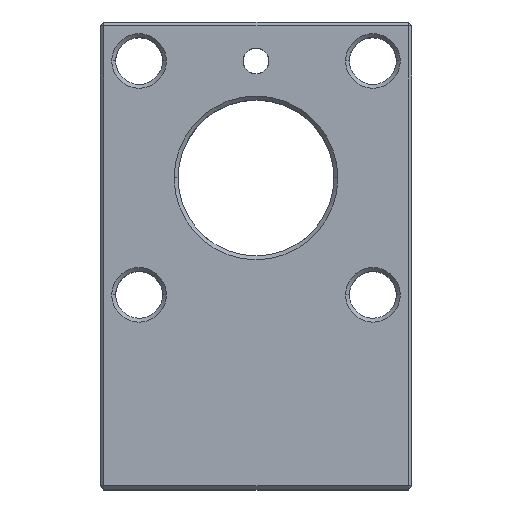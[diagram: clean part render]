
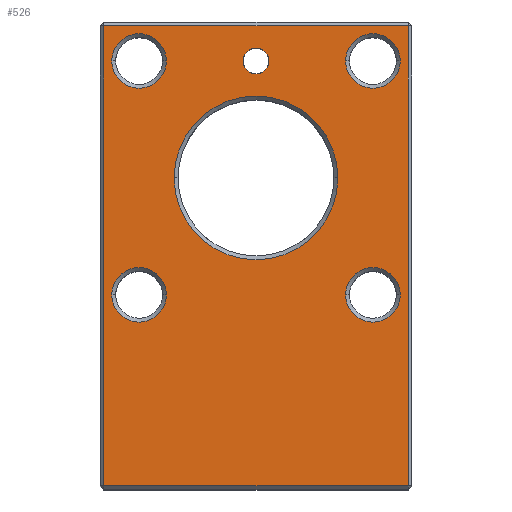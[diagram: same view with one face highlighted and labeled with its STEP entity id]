
A CAD part, top view. The second image highlights one B-rep face of the part: STEP entity #526.
In plain terms, the highlighted planar face has unit normal (0, 0, 1).
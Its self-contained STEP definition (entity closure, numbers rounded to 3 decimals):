
#32 = EDGE_CURVE ( 'NONE', #33, #35, #1052, .T. ) ;
#33 = VERTEX_POINT ( 'NONE', #1059 ) ;
#35 = VERTEX_POINT ( 'NONE', #1049 ) ;
#55 = VERTEX_POINT ( 'NONE', #982 ) ;
#58 = VERTEX_POINT ( 'NONE', #966 ) ;
#110 = VERTEX_POINT ( 'NONE', #1263 ) ;
#111 = VERTEX_POINT ( 'NONE', #1260 ) ;
#113 = EDGE_CURVE ( 'NONE', #117, #125, #1258, .T. ) ;
#117 = VERTEX_POINT ( 'NONE', #1259 ) ;
#125 = VERTEX_POINT ( 'NONE', #1095 ) ;
#129 = VERTEX_POINT ( 'NONE', #1088 ) ;
#162 = EDGE_CURVE ( 'NONE', #129, #111, #1123, .T. ) ;
#189 = EDGE_CURVE ( 'NONE', #194, #110, #1343, .T. ) ;
#190 = EDGE_CURVE ( 'NONE', #55, #58, #1322, .T. ) ;
#194 = VERTEX_POINT ( 'NONE', #1346 ) ;
#216 = VERTEX_POINT ( 'NONE', #1384 ) ;
#217 = EDGE_CURVE ( 'NONE', #229, #216, #1380, .T. ) ;
#229 = VERTEX_POINT ( 'NONE', #1444 ) ;
#377 = EDGE_CURVE ( 'NONE', #216, #229, #2024, .T. ) ;
#378 = ORIENTED_EDGE ( 'NONE', *, *, #217, .F. ) ;
#526 = ADVANCED_FACE ( 'NONE', ( #2050, #2033, #2044, #2032, #2039, #2034, #2075 ), #2038, .F. ) ;
#527 = EDGE_CURVE ( 'NONE', #35, #33, #2066, .T. ) ;
#528 = EDGE_LOOP ( 'NONE', ( #531, #534 ) ) ;
#529 = EDGE_CURVE ( 'NONE', #110, #194, #2068, .T. ) ;
#530 = ORIENTED_EDGE ( 'NONE', *, *, #533, .T. ) ;
#531 = ORIENTED_EDGE ( 'NONE', *, *, #32, .T. ) ;
#532 = VERTEX_POINT ( 'NONE', #2069 ) ;
#533 = EDGE_CURVE ( 'NONE', #58, #55, #2067, .T. ) ;
#534 = ORIENTED_EDGE ( 'NONE', *, *, #527, .T. ) ;
#535 = EDGE_LOOP ( 'NONE', ( #539, #530 ) ) ;
#536 = ORIENTED_EDGE ( 'NONE', *, *, #542, .T. ) ;
#537 = VERTEX_POINT ( 'NONE', #2035 ) ;
#538 = EDGE_CURVE ( 'NONE', #111, #129, #2138, .T. ) ;
#539 = ORIENTED_EDGE ( 'NONE', *, *, #190, .T. ) ;
#540 = EDGE_LOOP ( 'NONE', ( #541, #564 ) ) ;
#541 = ORIENTED_EDGE ( 'NONE', *, *, #189, .T. ) ;
#542 = EDGE_CURVE ( 'NONE', #125, #117, #2052, .T. ) ;
#543 = ORIENTED_EDGE ( 'NONE', *, *, #538, .T. ) ;
#545 = ORIENTED_EDGE ( 'NONE', *, *, #576, .T. ) ;
#546 = EDGE_CURVE ( 'NONE', #537, #568, #2122, .T. ) ;
#547 = EDGE_CURVE ( 'NONE', #568, #569, #2118, .T. ) ;
#548 = EDGE_LOOP ( 'NONE', ( #759, #378 ) ) ;
#563 = EDGE_CURVE ( 'NONE', #569, #532, #2228, .T. ) ;
#564 = ORIENTED_EDGE ( 'NONE', *, *, #529, .T. ) ;
#565 = EDGE_LOOP ( 'NONE', ( #566, #543 ) ) ;
#566 = ORIENTED_EDGE ( 'NONE', *, *, #162, .T. ) ;
#567 = ORIENTED_EDGE ( 'NONE', *, *, #546, .T. ) ;
#568 = VERTEX_POINT ( 'NONE', #2166 ) ;
#569 = VERTEX_POINT ( 'NONE', #2170 ) ;
#570 = EDGE_LOOP ( 'NONE', ( #571, #536 ) ) ;
#571 = ORIENTED_EDGE ( 'NONE', *, *, #113, .T. ) ;
#572 = ORIENTED_EDGE ( 'NONE', *, *, #547, .T. ) ;
#573 = EDGE_LOOP ( 'NONE', ( #574, #545, #567, #572 ) ) ;
#574 = ORIENTED_EDGE ( 'NONE', *, *, #563, .T. ) ;
#576 = EDGE_CURVE ( 'NONE', #532, #537, #2207, .T. ) ;
#759 = ORIENTED_EDGE ( 'NONE', *, *, #377, .F. ) ;
#966 = CARTESIAN_POINT ( 'NONE',  ( 11.5, 25., 10. ) ) ;
#982 = CARTESIAN_POINT ( 'NONE',  ( 18.5, 25., 10. ) ) ;
#1047 = DIRECTION ( 'NONE',  ( -1., 0., 0. ) ) ;
#1048 = DIRECTION ( 'NONE',  ( 0., 0., -1. ) ) ;
#1049 = CARTESIAN_POINT ( 'NONE',  ( -10.5, 40., 10. ) ) ;
#1050 = AXIS2_PLACEMENT_3D ( 'NONE', #1073, #1048, #1047 ) ;
#1052 = CIRCLE ( 'NONE', #1050, 10.5 ) ;
#1059 = CARTESIAN_POINT ( 'NONE',  ( 10.5, 40., 10. ) ) ;
#1073 = CARTESIAN_POINT ( 'NONE',  ( 0., 40., 10. ) ) ;
#1088 = CARTESIAN_POINT ( 'NONE',  ( -11.5, 25., 10. ) ) ;
#1095 = CARTESIAN_POINT ( 'NONE',  ( -18.5, 55., 10. ) ) ;
#1116 = AXIS2_PLACEMENT_3D ( 'NONE', #1126, #1152, #1151 ) ;
#1123 = CIRCLE ( 'NONE', #1116, 3.5 ) ;
#1126 = CARTESIAN_POINT ( 'NONE',  ( -15., 25., 10. ) ) ;
#1151 = DIRECTION ( 'NONE',  ( -1., 0., 0. ) ) ;
#1152 = DIRECTION ( 'NONE',  ( 0., 0., -1. ) ) ;
#1254 = DIRECTION ( 'NONE',  ( -1., 0., 0. ) ) ;
#1255 = DIRECTION ( 'NONE',  ( 0., 0., -1. ) ) ;
#1256 = CARTESIAN_POINT ( 'NONE',  ( -15., 55., 10. ) ) ;
#1257 = AXIS2_PLACEMENT_3D ( 'NONE', #1256, #1255, #1254 ) ;
#1258 = CIRCLE ( 'NONE', #1257, 3.5 ) ;
#1259 = CARTESIAN_POINT ( 'NONE',  ( -11.5, 55., 10. ) ) ;
#1260 = CARTESIAN_POINT ( 'NONE',  ( -18.5, 25., 10. ) ) ;
#1263 = CARTESIAN_POINT ( 'NONE',  ( 11.5, 55., 10. ) ) ;
#1317 = DIRECTION ( 'NONE',  ( -1., 0., 0. ) ) ;
#1318 = DIRECTION ( 'NONE',  ( 0., 0., -1. ) ) ;
#1322 = CIRCLE ( 'NONE', #1347, 3.5 ) ;
#1323 = DIRECTION ( 'NONE',  ( -1., 0., 0. ) ) ;
#1340 = DIRECTION ( 'NONE',  ( 0., 0., -1. ) ) ;
#1341 = CARTESIAN_POINT ( 'NONE',  ( 15., 55., 10. ) ) ;
#1342 = AXIS2_PLACEMENT_3D ( 'NONE', #1341, #1340, #1323 ) ;
#1343 = CIRCLE ( 'NONE', #1342, 3.5 ) ;
#1346 = CARTESIAN_POINT ( 'NONE',  ( 18.5, 55., 10. ) ) ;
#1347 = AXIS2_PLACEMENT_3D ( 'NONE', #1512, #1318, #1317 ) ;
#1380 = CIRCLE ( 'NONE', #1383, 1.65 ) ;
#1383 = AXIS2_PLACEMENT_3D ( 'NONE', #1480, #1479, #1478 ) ;
#1384 = CARTESIAN_POINT ( 'NONE',  ( 1.65, 55., 10. ) ) ;
#1444 = CARTESIAN_POINT ( 'NONE',  ( -1.65, 55., 10. ) ) ;
#1478 = DIRECTION ( 'NONE',  ( 1., 0., 0. ) ) ;
#1479 = DIRECTION ( 'NONE',  ( 0., 0., 1. ) ) ;
#1480 = CARTESIAN_POINT ( 'NONE',  ( 0., 55., 10. ) ) ;
#1512 = CARTESIAN_POINT ( 'NONE',  ( 15., 25., 10. ) ) ;
#1955 = AXIS2_PLACEMENT_3D ( 'NONE', #2023, #2022, #2021 ) ;
#2021 = DIRECTION ( 'NONE',  ( 1., 0., 0. ) ) ;
#2022 = DIRECTION ( 'NONE',  ( 0., 0., 1. ) ) ;
#2023 = CARTESIAN_POINT ( 'NONE',  ( 0., 55., 10. ) ) ;
#2024 = CIRCLE ( 'NONE', #1955, 1.65 ) ;
#2031 = AXIS2_PLACEMENT_3D ( 'NONE', #2143, #2142, #2141 ) ;
#2032 = FACE_BOUND ( 'NONE', #565, .T. ) ;
#2033 = FACE_BOUND ( 'NONE', #535, .T. ) ;
#2034 = FACE_OUTER_BOUND ( 'NONE', #573, .T. ) ;
#2035 = CARTESIAN_POINT ( 'NONE',  ( 19.5, 59.5, 10. ) ) ;
#2038 = PLANE ( 'NONE',  #2073 ) ;
#2039 = FACE_BOUND ( 'NONE', #570, .T. ) ;
#2044 = FACE_BOUND ( 'NONE', #540, .T. ) ;
#2050 = FACE_BOUND ( 'NONE', #528, .T. ) ;
#2052 = CIRCLE ( 'NONE', #2126, 3.5 ) ;
#2063 = DIRECTION ( 'NONE',  ( -1., 0., 0. ) ) ;
#2064 = DIRECTION ( 'NONE',  ( 0., 0., -1. ) ) ;
#2065 = CARTESIAN_POINT ( 'NONE',  ( 0., 40., 10. ) ) ;
#2066 = CIRCLE ( 'NONE', #2074, 10.5 ) ;
#2067 = CIRCLE ( 'NONE', #2137, 3.5 ) ;
#2068 = CIRCLE ( 'NONE', #2031, 3.5 ) ;
#2069 = CARTESIAN_POINT ( 'NONE',  ( 19.5, 0.5, 10. ) ) ;
#2070 = DIRECTION ( 'NONE',  ( -1., 0., 0. ) ) ;
#2071 = DIRECTION ( 'NONE',  ( 0., 0., -1. ) ) ;
#2072 = CARTESIAN_POINT ( 'NONE',  ( -20., 60., 10. ) ) ;
#2073 = AXIS2_PLACEMENT_3D ( 'NONE', #2072, #2071, #2070 ) ;
#2074 = AXIS2_PLACEMENT_3D ( 'NONE', #2065, #2064, #2063 ) ;
#2075 = FACE_BOUND ( 'NONE', #548, .T. ) ;
#2115 = DIRECTION ( 'NONE',  ( 0., -1., 0. ) ) ;
#2116 = VECTOR ( 'NONE', #2115, 1000. ) ;
#2117 = CARTESIAN_POINT ( 'NONE',  ( -19.5, 60., 10. ) ) ;
#2118 = LINE ( 'NONE', #2117, #2116 ) ;
#2119 = DIRECTION ( 'NONE',  ( -1., 0., 0. ) ) ;
#2120 = VECTOR ( 'NONE', #2119, 1000. ) ;
#2121 = CARTESIAN_POINT ( 'NONE',  ( -20., 59.5, 10. ) ) ;
#2122 = LINE ( 'NONE', #2121, #2120 ) ;
#2123 = DIRECTION ( 'NONE',  ( -1., 0., 0. ) ) ;
#2124 = DIRECTION ( 'NONE',  ( 0., 0., -1. ) ) ;
#2125 = CARTESIAN_POINT ( 'NONE',  ( -15., 55., 10. ) ) ;
#2126 = AXIS2_PLACEMENT_3D ( 'NONE', #2125, #2124, #2123 ) ;
#2129 = DIRECTION ( 'NONE',  ( -1., 0., 0. ) ) ;
#2130 = DIRECTION ( 'NONE',  ( 0., 0., -1. ) ) ;
#2131 = CARTESIAN_POINT ( 'NONE',  ( -15., 25., 10. ) ) ;
#2132 = AXIS2_PLACEMENT_3D ( 'NONE', #2131, #2130, #2129 ) ;
#2134 = DIRECTION ( 'NONE',  ( -1., 0., 0. ) ) ;
#2135 = DIRECTION ( 'NONE',  ( 0., 0., -1. ) ) ;
#2136 = CARTESIAN_POINT ( 'NONE',  ( 15., 25., 10. ) ) ;
#2137 = AXIS2_PLACEMENT_3D ( 'NONE', #2136, #2135, #2134 ) ;
#2138 = CIRCLE ( 'NONE', #2132, 3.5 ) ;
#2141 = DIRECTION ( 'NONE',  ( -1., 0., 0. ) ) ;
#2142 = DIRECTION ( 'NONE',  ( 0., 0., -1. ) ) ;
#2143 = CARTESIAN_POINT ( 'NONE',  ( 15., 55., 10. ) ) ;
#2166 = CARTESIAN_POINT ( 'NONE',  ( -19.5, 59.5, 10. ) ) ;
#2170 = CARTESIAN_POINT ( 'NONE',  ( -19.5, 0.5, 10. ) ) ;
#2204 = DIRECTION ( 'NONE',  ( 0., 1., 0. ) ) ;
#2205 = VECTOR ( 'NONE', #2204, 1000. ) ;
#2206 = CARTESIAN_POINT ( 'NONE',  ( 19.5, 60., 10. ) ) ;
#2207 = LINE ( 'NONE', #2206, #2205 ) ;
#2225 = DIRECTION ( 'NONE',  ( 1., 0., 0. ) ) ;
#2226 = VECTOR ( 'NONE', #2225, 1000. ) ;
#2227 = CARTESIAN_POINT ( 'NONE',  ( 20., 0.5, 10. ) ) ;
#2228 = LINE ( 'NONE', #2227, #2226 ) ;
